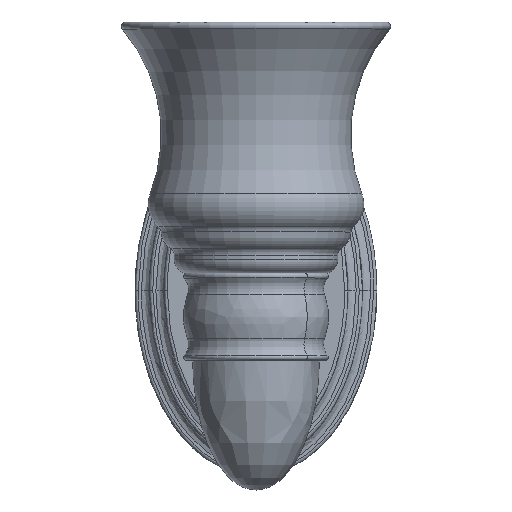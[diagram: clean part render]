
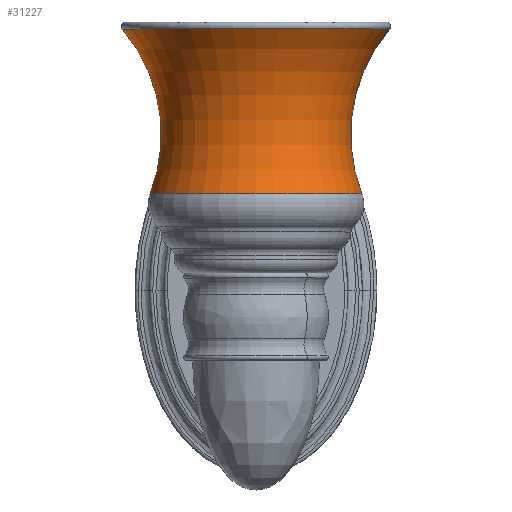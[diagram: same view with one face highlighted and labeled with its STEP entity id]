
A CAD part, top view. The second image highlights one B-rep face of the part: STEP entity #31227.
In plain terms, the highlighted toroidal (fillet/blend) face has major radius 124.12 mm and minor radius 78.486 mm.
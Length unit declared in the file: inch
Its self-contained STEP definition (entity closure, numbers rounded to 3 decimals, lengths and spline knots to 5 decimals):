
#30583=CARTESIAN_POINT('',(0.,2.32693,3.29066));
#30584=DIRECTION('',(0.,-1.,0.));
#30585=DIRECTION('',(1.,0.,0.));
#30586=AXIS2_PLACEMENT_3D('',#30583,#30584,#30585);
#30588=CARTESIAN_POINT('',(0.,5.45155,3.29066));
#30589=DIRECTION('',(0.,1.,0.));
#30590=DIRECTION('',(-1.,0.,0.));
#30591=AXIS2_PLACEMENT_3D('',#30588,#30589,#30590);
#30593=CARTESIAN_POINT('',(4.88661,3.44882,3.29066));
#30594=DIRECTION('',(0.,0.,-1.));
#30595=DIRECTION('',(-0.932,-0.363,0.));
#30596=AXIS2_PLACEMENT_3D('',#30593,#30594,#30595);
#30603=CARTESIAN_POINT('',(-4.88661,3.44882,
3.29066));
#30604=DIRECTION('',(0.,0.,1.));
#30605=DIRECTION('',(0.932,-0.363,0.));
#30606=AXIS2_PLACEMENT_3D('',#30603,#30604,#30605);
#30855=CARTESIAN_POINT('',(2.00747,2.32693,3.29066));
#30856=CARTESIAN_POINT('',(-2.00747,2.32693,
3.29066));
#30857=VERTEX_POINT('',#30855);
#30858=VERTEX_POINT('',#30856);
#30887=CARTESIAN_POINT('',(2.53349,5.45155,3.29066));
#30888=VERTEX_POINT('',#30887);
#30889=CARTESIAN_POINT('',(-2.53349,5.45155,
3.29066));
#30890=VERTEX_POINT('',#30889);
#31213=CARTESIAN_POINT('',(0.,3.44882,3.29066));
#31214=DIRECTION('',(0.,-1.,0.));
#31215=DIRECTION('',(-1.,0.,0.));
#31216=AXIS2_PLACEMENT_3D('',#31213,#31214,#31215);
#31217=TOROIDAL_SURFACE('',#31216,4.88661,3.09);
#31219=ORIENTED_EDGE('',*,*,#31218,.F.);
#31220=ORIENTED_EDGE('',*,*,#31195,.T.);
#31222=ORIENTED_EDGE('',*,*,#31221,.T.);
#31224=ORIENTED_EDGE('',*,*,#31223,.T.);
#31225=EDGE_LOOP('',(#31219,#31220,#31222,#31224));
#31226=FACE_OUTER_BOUND('',#31225,.F.);
#31227=ADVANCED_FACE('',(#31226),#31217,.F.);
#30587=CIRCLE('',#30586,2.00747);
#30592=CIRCLE('',#30591,2.53349);
#30597=CIRCLE('',#30596,3.09);
#30607=CIRCLE('',#30606,3.09);
#31195=EDGE_CURVE('',#30857,#30858,#30587,.T.);
#31218=EDGE_CURVE('',#30857,#30888,#30597,.T.);
#31221=EDGE_CURVE('',#30858,#30890,#30607,.T.);
#31223=EDGE_CURVE('',#30890,#30888,#30592,.T.);
